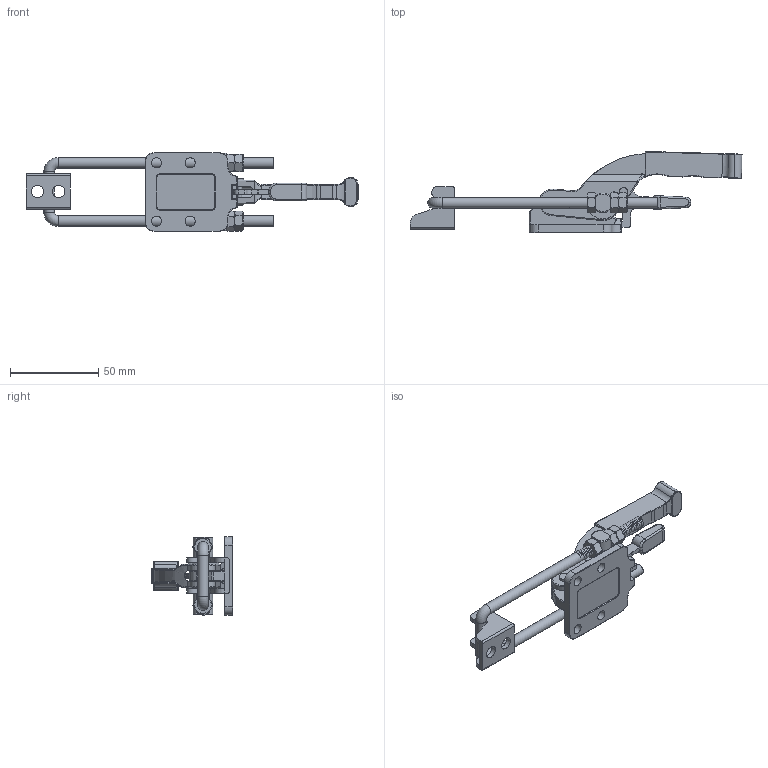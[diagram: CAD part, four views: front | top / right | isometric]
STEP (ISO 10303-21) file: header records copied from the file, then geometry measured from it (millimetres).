
FILE_DESCRIPTION(/* description */ (''),/* implementation_level */ '2;1');
FILE_NAME(/* name */ 'C-032-42FSK.stp',/* time_stamp */ '2024-02-19T11:02:27+09:00',/* author */ ('user'),/* organization */ (''),/* preprocessor_version */ 'ST-DEVELOPER v15.6',/* originating_system */ 'Autodesk Inventor 2015',/* authorisation */ '');
FILE_SCHEMA (('AUTOMOTIVE_DESIGN { 1 0 10303 214 3 1 1 }'));
Length unit declared in the file: millimetre
Products named in the file (11): 밑판; PIN; PIN1; PIN2; 락; 손잡이; ERING; NUT; 브라켓; 고리; C-032-42FSK_2
Bounding box: 187.73 x 45.8 x 44.6 mm (x, y, z)
Volume: 45834.6 mm3; surface area: 32423.3 mm2
Topology: 16 solids, 19 shells, 584 faces, 1467 edges, 926 vertices
Faces by surface type: cylinder 206, plane 173, bspline 110, torus 84, sphere 11
Full cylindrical faces by diameter (mm): 2.6 x4, 4 x4, 4.5 x1, 5.5 x8, 5.7 x4, 6 x6, 7 x2, 9 x2, 11 x5
Entity records: 48208 total; most frequent: CARTESIAN_POINT 35903, ORIENTED_EDGE 2546, DIRECTION 2386, EDGE_CURVE 1274, AXIS2_PLACEMENT_3D 972, VERTEX_POINT 821, EDGE_LOOP 598, FACE_OUTER_BOUND 519
